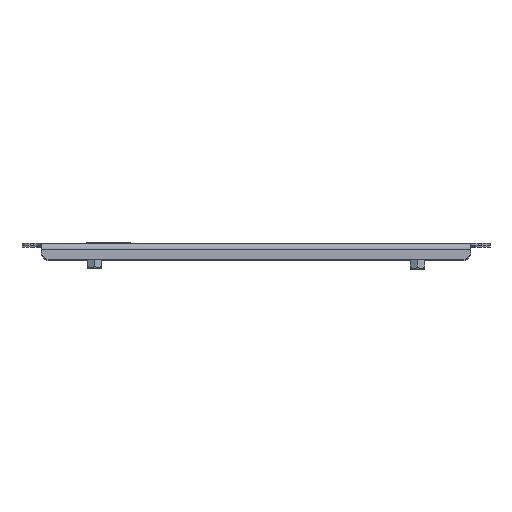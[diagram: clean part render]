
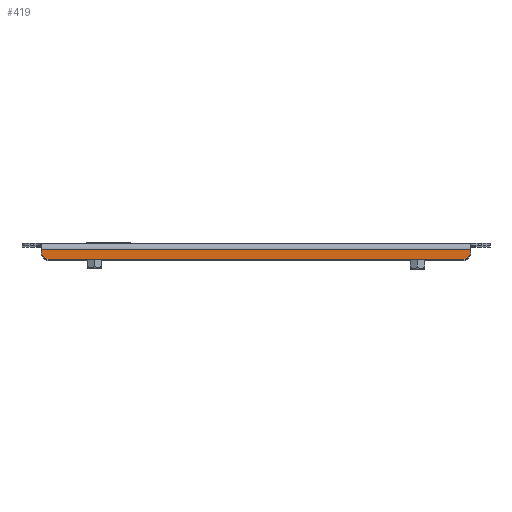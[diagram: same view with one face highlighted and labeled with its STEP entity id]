
A CAD part, top view. The second image highlights one B-rep face of the part: STEP entity #419.
In plain terms, the highlighted planar face has unit normal (0, 0, 1).
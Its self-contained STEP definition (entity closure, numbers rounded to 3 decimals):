
#136 = PLANE ( 'NONE',  #5964 ) ;
#199 = LINE ( 'NONE', #1983, #6840 ) ;
#251 = VERTEX_POINT ( 'NONE', #688 ) ;
#270 = LINE ( 'NONE', #6188, #5208 ) ;
#419 = ADVANCED_FACE ( 'NONE', ( #5847 ), #136, .T. ) ;
#460 = CIRCLE ( 'NONE', #5221, 5. ) ;
#628 = DIRECTION ( 'NONE',  ( 0., 0., 1. ) ) ;
#688 = CARTESIAN_POINT ( 'NONE',  ( 128., -10., 245. ) ) ;
#1047 = VECTOR ( 'NONE', #2313, 1000. ) ;
#1156 = LINE ( 'NONE', #6963, #1047 ) ;
#1308 = CARTESIAN_POINT ( 'NONE',  ( -128., -10., 245. ) ) ;
#1409 = CARTESIAN_POINT ( 'NONE',  ( -128., -5., 245. ) ) ;
#1482 = VERTEX_POINT ( 'NONE', #4174 ) ;
#1540 = ORIENTED_EDGE ( 'NONE', *, *, #2821, .T. ) ;
#1660 = VECTOR ( 'NONE', #3902, 1000. ) ;
#1832 = ORIENTED_EDGE ( 'NONE', *, *, #7201, .T. ) ;
#1983 = CARTESIAN_POINT ( 'NONE',  ( 145., -10., 245. ) ) ;
#2313 = DIRECTION ( 'NONE',  ( -1., 0., 0. ) ) ;
#2466 = CARTESIAN_POINT ( 'NONE',  ( 0., 241.978, 245. ) ) ;
#2821 = EDGE_CURVE ( 'NONE', #5018, #251, #199, .T. ) ;
#3108 = EDGE_LOOP ( 'NONE', ( #5339, #1832, #1540, #5469, #3945, #3497 ) ) ;
#3217 = DIRECTION ( 'NONE',  ( 0., 0., 1. ) ) ;
#3497 = ORIENTED_EDGE ( 'NONE', *, *, #6563, .T. ) ;
#3620 = AXIS2_PLACEMENT_3D ( 'NONE', #1409, #3217, #3739 ) ;
#3739 = DIRECTION ( 'NONE',  ( 0., -1., 0. ) ) ;
#3827 = LINE ( 'NONE', #6130, #1660 ) ;
#3901 = EDGE_CURVE ( 'NONE', #251, #1482, #460, .T. ) ;
#3902 = DIRECTION ( 'NONE',  ( 0., -1., 0. ) ) ;
#3945 = ORIENTED_EDGE ( 'NONE', *, *, #6448, .F. ) ;
#4151 = CARTESIAN_POINT ( 'NONE',  ( 128., -5., 245. ) ) ;
#4174 = CARTESIAN_POINT ( 'NONE',  ( 133., -5., 245. ) ) ;
#4265 = DIRECTION ( 'NONE',  ( 0., -1., 0. ) ) ;
#4326 = DIRECTION ( 'NONE',  ( 1., 0., 0. ) ) ;
#4504 = DIRECTION ( 'NONE',  ( 0., 1., 0. ) ) ;
#5004 = CARTESIAN_POINT ( 'NONE',  ( -133., -3.5, 245. ) ) ;
#5018 = VERTEX_POINT ( 'NONE', #1308 ) ;
#5208 = VECTOR ( 'NONE', #4504, 1000. ) ;
#5221 = AXIS2_PLACEMENT_3D ( 'NONE', #4151, #628, #4265 ) ;
#5315 = CARTESIAN_POINT ( 'NONE',  ( -133., -5., 245. ) ) ;
#5339 = ORIENTED_EDGE ( 'NONE', *, *, #7176, .F. ) ;
#5469 = ORIENTED_EDGE ( 'NONE', *, *, #3901, .T. ) ;
#5847 = FACE_OUTER_BOUND ( 'NONE', #3108, .T. ) ;
#5870 = CARTESIAN_POINT ( 'NONE',  ( 133., -3.5, 245. ) ) ;
#5964 = AXIS2_PLACEMENT_3D ( 'NONE', #2466, #7002, #7077 ) ;
#6130 = CARTESIAN_POINT ( 'NONE',  ( 133., 23.978, 245. ) ) ;
#6188 = CARTESIAN_POINT ( 'NONE',  ( -133., 23.978, 245. ) ) ;
#6424 = VERTEX_POINT ( 'NONE', #5004 ) ;
#6448 = EDGE_CURVE ( 'NONE', #7108, #1482, #3827, .T. ) ;
#6539 = VERTEX_POINT ( 'NONE', #5315 ) ;
#6563 = EDGE_CURVE ( 'NONE', #7108, #6424, #1156, .T. ) ;
#6840 = VECTOR ( 'NONE', #4326, 1000. ) ;
#6877 = CIRCLE ( 'NONE', #3620, 5. ) ;
#6963 = CARTESIAN_POINT ( 'NONE',  ( 0., -3.5, 245. ) ) ;
#7002 = DIRECTION ( 'NONE',  ( 0., 0., 1. ) ) ;
#7077 = DIRECTION ( 'NONE',  ( 0., -1., 0. ) ) ;
#7108 = VERTEX_POINT ( 'NONE', #5870 ) ;
#7176 = EDGE_CURVE ( 'NONE', #6539, #6424, #270, .T. ) ;
#7201 = EDGE_CURVE ( 'NONE', #6539, #5018, #6877, .T. ) ;
